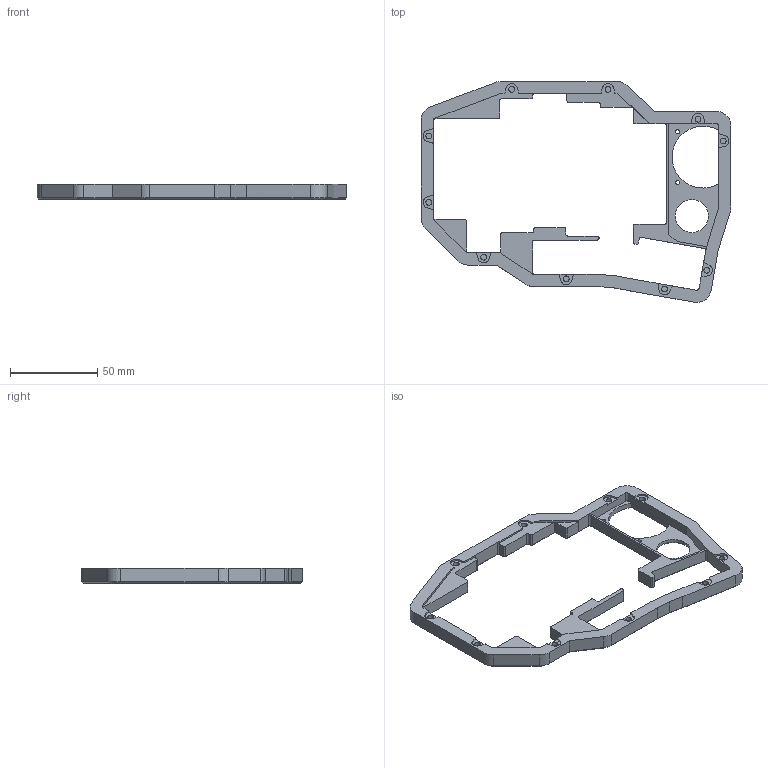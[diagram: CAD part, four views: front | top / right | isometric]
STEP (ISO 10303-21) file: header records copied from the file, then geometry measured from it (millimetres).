
FILE_DESCRIPTION(/* description */ (''),/* implementation_level */ '2;1');
FILE_NAME(/* name */ 'Spleeb Right Top.step',/* time_stamp */ '2022-12-30T16:44:42-08:00',/* author */ (''),/* organization */ (''),/* preprocessor_version */ 'ST-DEVELOPER v19.2',/* originating_system */ 'Autodesk Translation Framework v11.17.0.187',/* authorisation */ '');
FILE_SCHEMA (('AUTOMOTIVE_DESIGN { 1 0 10303 214 3 1 1 }'));
Length unit declared in the file: millimetre
Products named in the file (1): Right Top
Bounding box: 177.85 x 126.75 x 8.7 mm (x, y, z)
Volume: 44582.1 mm3; surface area: 23547.2 mm2
Topology: 1 solids, 1 shells, 307 faces, 789 edges, 493 vertices
Faces by surface type: plane 162, cylinder 100, cone 45
Full cylindrical faces by diameter (mm): 2.4 x2, 3.3 x10, 19 x1
Entity records: 9290 total; most frequent: DIRECTION 1651, CARTESIAN_POINT 1590, ORIENTED_EDGE 1578, EDGE_CURVE 789, AXIS2_PLACEMENT_3D 554, LINE 543, VECTOR 543, VERTEX_POINT 493
